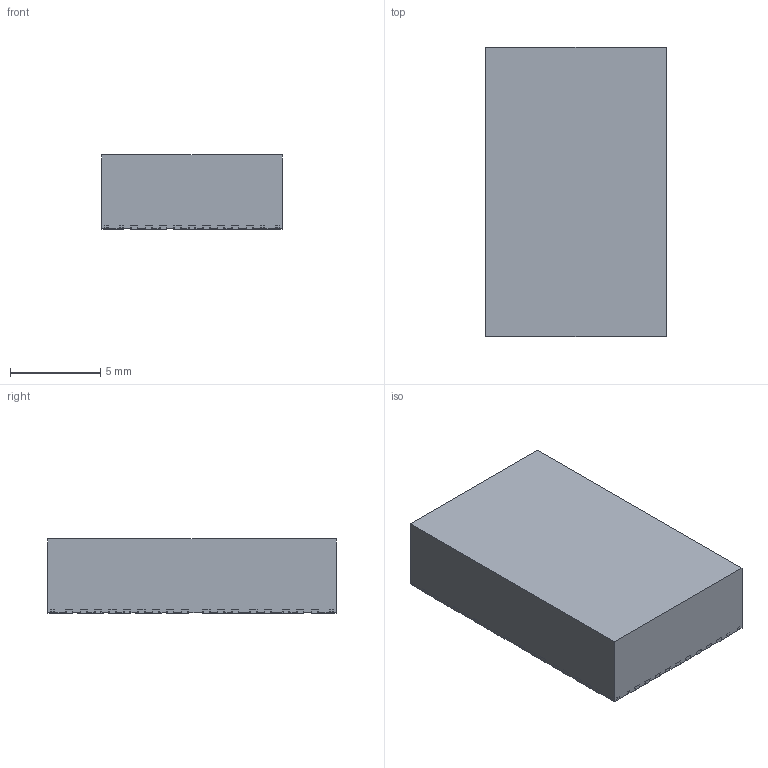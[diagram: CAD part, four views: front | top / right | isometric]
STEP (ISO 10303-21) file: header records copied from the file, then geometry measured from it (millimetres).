
FILE_DESCRIPTION((''),'2;1');
FILE_NAME('RLX0041A_ASM','2017-10-23T14:39:29',('a0412086'),(''),'CREO PARAMETRIC BY PTC INC, 2017260','CREO PARAMETRIC BY PTC INC, 2017260','');
FILE_SCHEMA(('AUTOMOTIVE_DESIGN { 1 0 10303 214 1 1 1 1 }'));
Products named in the file (3): FRAME_RLX0041A; MOLDED_BODY_RLX0041A; RLX0041A_ASM
Assembly tree (2 placements, depth 2):
  RLX0041A_ASM
    FRAME_RLX0041A
    MOLDED_BODY_RLX0041A
Bounding box: 10 x 16 x 4.1 mm (x, y, z)
Volume: 652.8 mm3; surface area: 639 mm2
Topology: 43 solids, 43 shells, 1652 faces, 4574 edges, 3008 vertices
Faces by surface type: plane 1536, cylinder 116
Entity records: 66561 total; most frequent: CARTESIAN_POINT 9672, ORIENTED_EDGE 9148, DIRECTION 8026, PRESENTATION_STYLE_ASSIGNMENT 4682, STYLED_ITEM 4618, CURVE_STYLE 4574, EDGE_CURVE 4574, VECTOR 4209
